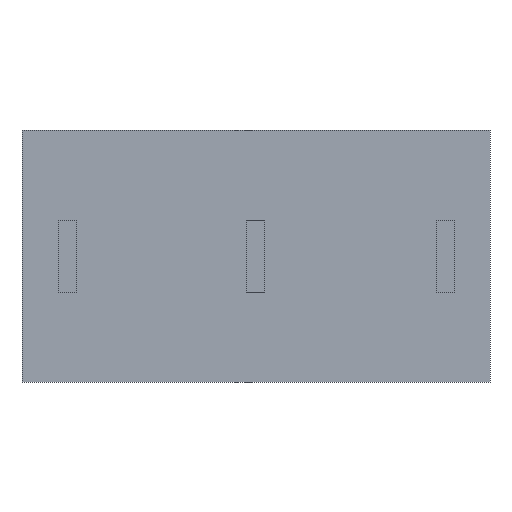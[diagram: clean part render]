
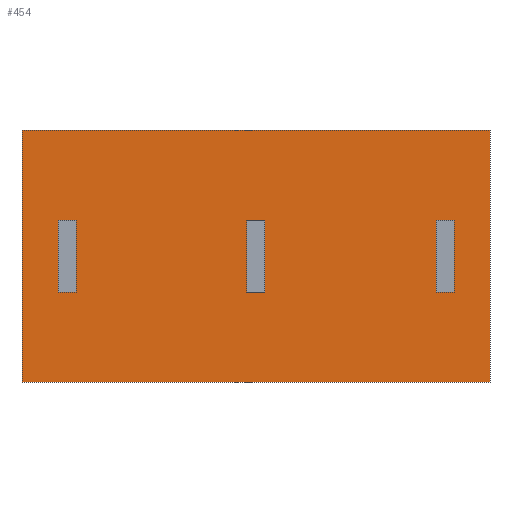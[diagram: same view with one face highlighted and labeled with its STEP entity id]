
A CAD part, front view. The second image highlights one B-rep face of the part: STEP entity #454.
In plain terms, the highlighted planar face has unit normal (0, -1, 0).
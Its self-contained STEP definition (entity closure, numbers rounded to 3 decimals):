
#17=FACE_BOUND('',#194,.T.);
#18=FACE_BOUND('',#195,.T.);
#19=FACE_BOUND('',#196,.T.);
#39=PLANE('',#508);
#45=LINE('',#687,#95);
#49=LINE('',#695,#99);
#52=LINE('',#701,#102);
#55=LINE('',#706,#105);
#57=LINE('',#712,#107);
#61=LINE('',#720,#111);
#64=LINE('',#726,#114);
#67=LINE('',#731,#117);
#69=LINE('',#737,#119);
#73=LINE('',#745,#123);
#76=LINE('',#751,#126);
#79=LINE('',#756,#129);
#82=LINE('',#764,#132);
#90=LINE('',#779,#140);
#91=LINE('',#781,#141);
#92=LINE('',#782,#142);
#95=VECTOR('',#543,10.);
#99=VECTOR('',#549,10.);
#102=VECTOR('',#554,10.);
#105=VECTOR('',#559,10.);
#107=VECTOR('',#565,10.);
#111=VECTOR('',#571,10.);
#114=VECTOR('',#576,10.);
#117=VECTOR('',#581,10.);
#119=VECTOR('',#587,10.);
#123=VECTOR('',#593,10.);
#126=VECTOR('',#598,10.);
#129=VECTOR('',#603,10.);
#132=VECTOR('',#610,10.);
#140=VECTOR('',#622,10.);
#141=VECTOR('',#625,10.);
#142=VECTOR('',#626,10.);
#166=FACE_OUTER_BOUND('',#193,.T.);
#193=EDGE_LOOP('',(#407,#408,#409,#410));
#194=EDGE_LOOP('',(#411,#412,#413,#414));
#195=EDGE_LOOP('',(#415,#416,#417,#418));
#196=EDGE_LOOP('',(#419,#420,#421,#422));
#219=VERTEX_POINT('',#685);
#220=VERTEX_POINT('',#686);
#223=VERTEX_POINT('',#694);
#225=VERTEX_POINT('',#700);
#227=VERTEX_POINT('',#710);
#228=VERTEX_POINT('',#711);
#231=VERTEX_POINT('',#719);
#233=VERTEX_POINT('',#725);
#235=VERTEX_POINT('',#735);
#236=VERTEX_POINT('',#736);
#239=VERTEX_POINT('',#744);
#241=VERTEX_POINT('',#750);
#244=VERTEX_POINT('',#761);
#245=VERTEX_POINT('',#763);
#249=VERTEX_POINT('',#775);
#250=VERTEX_POINT('',#777);
#263=EDGE_CURVE('',#219,#220,#45,.T.);
#267=EDGE_CURVE('',#220,#223,#49,.T.);
#270=EDGE_CURVE('',#223,#225,#52,.T.);
#273=EDGE_CURVE('',#225,#219,#55,.T.);
#275=EDGE_CURVE('',#227,#228,#57,.T.);
#279=EDGE_CURVE('',#228,#231,#61,.T.);
#282=EDGE_CURVE('',#231,#233,#64,.T.);
#285=EDGE_CURVE('',#233,#227,#67,.T.);
#287=EDGE_CURVE('',#235,#236,#69,.T.);
#291=EDGE_CURVE('',#236,#239,#73,.T.);
#294=EDGE_CURVE('',#239,#241,#76,.T.);
#297=EDGE_CURVE('',#241,#235,#79,.T.);
#300=EDGE_CURVE('',#244,#245,#82,.T.);
#308=EDGE_CURVE('',#249,#250,#90,.T.);
#309=EDGE_CURVE('',#244,#249,#91,.T.);
#310=EDGE_CURVE('',#245,#250,#92,.T.);
#407=ORIENTED_EDGE('',*,*,#309,.T.);
#408=ORIENTED_EDGE('',*,*,#308,.T.);
#409=ORIENTED_EDGE('',*,*,#310,.F.);
#410=ORIENTED_EDGE('',*,*,#300,.F.);
#411=ORIENTED_EDGE('',*,*,#263,.T.);
#412=ORIENTED_EDGE('',*,*,#267,.T.);
#413=ORIENTED_EDGE('',*,*,#270,.T.);
#414=ORIENTED_EDGE('',*,*,#273,.T.);
#415=ORIENTED_EDGE('',*,*,#275,.T.);
#416=ORIENTED_EDGE('',*,*,#279,.T.);
#417=ORIENTED_EDGE('',*,*,#282,.T.);
#418=ORIENTED_EDGE('',*,*,#285,.T.);
#419=ORIENTED_EDGE('',*,*,#287,.T.);
#420=ORIENTED_EDGE('',*,*,#291,.T.);
#421=ORIENTED_EDGE('',*,*,#294,.T.);
#422=ORIENTED_EDGE('',*,*,#297,.T.);
#454=ADVANCED_FACE('',(#166,#17,#18,#19),#39,.T.);
#508=AXIS2_PLACEMENT_3D('',#780,#623,#624);
#543=DIRECTION('',(0.,0.,1.));
#549=DIRECTION('',(1.,0.,0.));
#554=DIRECTION('',(0.,0.,-1.));
#559=DIRECTION('',(-1.,0.,0.));
#565=DIRECTION('',(-1.,0.,0.));
#571=DIRECTION('',(0.,0.,1.));
#576=DIRECTION('',(1.,0.,0.));
#581=DIRECTION('',(0.,0.,-1.));
#587=DIRECTION('',(0.,0.,1.));
#593=DIRECTION('',(1.,0.,0.));
#598=DIRECTION('',(0.,0.,-1.));
#603=DIRECTION('',(-1.,0.,0.));
#610=DIRECTION('',(0.,0.,1.));
#622=DIRECTION('',(0.,0.,1.));
#623=DIRECTION('center_axis',(0.,-1.,0.));
#624=DIRECTION('ref_axis',(1.,0.,0.));
#625=DIRECTION('',(1.,0.,0.));
#626=DIRECTION('',(1.,0.,0.));
#685=CARTESIAN_POINT('',(-5.5,-4.5,2.5));
#686=CARTESIAN_POINT('',(-5.5,-4.5,4.5));
#687=CARTESIAN_POINT('',(-5.5,-4.5,2.25));
#694=CARTESIAN_POINT('',(-5.,-4.5,4.5));
#695=CARTESIAN_POINT('',(-5.75,-4.5,4.5));
#700=CARTESIAN_POINT('',(-5.,-4.5,2.5));
#701=CARTESIAN_POINT('',(-5.,-4.5,1.25));
#706=CARTESIAN_POINT('',(-6.,-4.5,2.5));
#710=CARTESIAN_POINT('',(0.25,-4.5,2.5));
#711=CARTESIAN_POINT('',(-0.25,-4.5,2.5));
#712=CARTESIAN_POINT('',(-3.375,-4.5,2.5));
#719=CARTESIAN_POINT('',(-0.25,-4.5,4.5));
#720=CARTESIAN_POINT('',(-0.25,-4.5,2.25));
#725=CARTESIAN_POINT('',(0.25,-4.5,4.5));
#726=CARTESIAN_POINT('',(-3.125,-4.5,4.5));
#731=CARTESIAN_POINT('',(0.25,-4.5,1.25));
#735=CARTESIAN_POINT('',(5.,-4.5,2.5));
#736=CARTESIAN_POINT('',(5.,-4.5,4.5));
#737=CARTESIAN_POINT('',(5.,-4.5,2.25));
#744=CARTESIAN_POINT('',(5.5,-4.5,4.5));
#745=CARTESIAN_POINT('',(-0.5,-4.5,4.5));
#750=CARTESIAN_POINT('',(5.5,-4.5,2.5));
#751=CARTESIAN_POINT('',(5.5,-4.5,1.25));
#756=CARTESIAN_POINT('',(-0.75,-4.5,2.5));
#761=CARTESIAN_POINT('',(-6.5,-4.5,0.));
#763=CARTESIAN_POINT('',(-6.5,-4.5,7.));
#764=CARTESIAN_POINT('',(-6.5,-4.5,0.));
#775=CARTESIAN_POINT('',(6.5,-4.5,0.));
#777=CARTESIAN_POINT('',(6.5,-4.5,7.));
#779=CARTESIAN_POINT('',(6.5,-4.5,0.));
#780=CARTESIAN_POINT('Origin',(-6.5,-4.5,0.));
#781=CARTESIAN_POINT('',(-6.5,-4.5,0.));
#782=CARTESIAN_POINT('',(-6.5,-4.5,7.));
